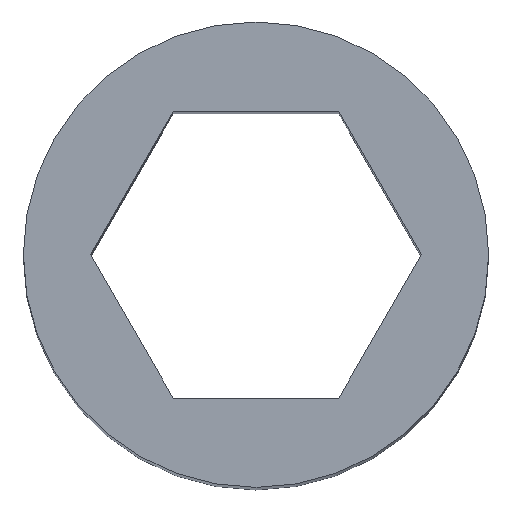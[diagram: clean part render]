
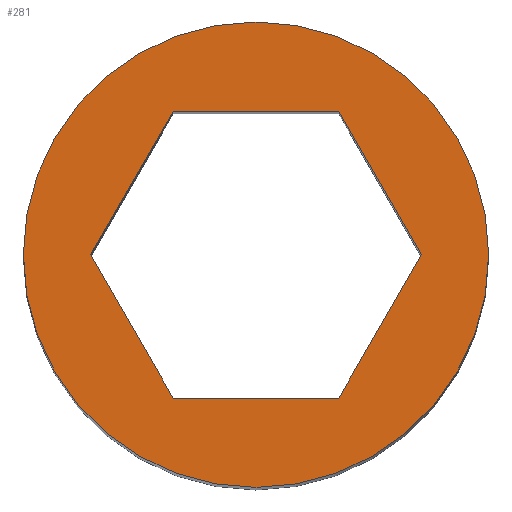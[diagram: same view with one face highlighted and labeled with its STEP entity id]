
A CAD part, top view. The second image highlights one B-rep face of the part: STEP entity #281.
In plain terms, the highlighted planar face has unit normal (0, 0, 1).
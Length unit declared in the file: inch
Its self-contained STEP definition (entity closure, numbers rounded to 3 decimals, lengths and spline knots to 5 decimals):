
#3 = DIRECTION ( 'NONE',  ( 1., 0., 0. ) ) ;
#5 = CARTESIAN_POINT ( 'NONE',  ( 0., 0., 1. ) ) ;
#7 = PLANE ( 'NONE',  #143 ) ;
#9 = DIRECTION ( 'NONE',  ( -0.5, -0.866, 0. ) ) ;
#10 = CARTESIAN_POINT ( 'NONE',  ( -0.11114, -0.1925, 1. ) ) ;
#11 = EDGE_CURVE ( 'NONE', #146, #287, #187, .T. ) ;
#12 = CIRCLE ( 'NONE', #130, 0.3125 ) ;
#19 = VERTEX_POINT ( 'NONE', #202 ) ;
#22 = ORIENTED_EDGE ( 'NONE', *, *, #256, .F. ) ;
#24 = DIRECTION ( 'NONE',  ( 0., 0., 1. ) ) ;
#35 = LINE ( 'NONE', #141, #111 ) ;
#37 = CIRCLE ( 'NONE', #96, 0.3125 ) ;
#43 = LINE ( 'NONE', #266, #63 ) ;
#48 = EDGE_CURVE ( 'NONE', #269, #233, #43, .T. ) ;
#57 = DIRECTION ( 'NONE',  ( 0., 0., 1. ) ) ;
#61 = DIRECTION ( 'NONE',  ( -0.5, 0.866, 0. ) ) ;
#63 = VECTOR ( 'NONE', #239, 39.37008 ) ;
#68 = VECTOR ( 'NONE', #3, 39.37008 ) ;
#69 = EDGE_LOOP ( 'NONE', ( #312, #335 ) ) ;
#72 = ORIENTED_EDGE ( 'NONE', *, *, #11, .F. ) ;
#73 = EDGE_CURVE ( 'NONE', #287, #269, #191, .T. ) ;
#74 = VERTEX_POINT ( 'NONE', #105 ) ;
#77 = CARTESIAN_POINT ( 'NONE',  ( 0., 0., 1. ) ) ;
#81 = CARTESIAN_POINT ( 'NONE',  ( -0.22228, 0., 1. ) ) ;
#88 = CARTESIAN_POINT ( 'NONE',  ( 0.11114, -0.1925, 1. ) ) ;
#95 = ORIENTED_EDGE ( 'NONE', *, *, #48, .F. ) ;
#96 = AXIS2_PLACEMENT_3D ( 'NONE', #173, #57, #283 ) ;
#105 = CARTESIAN_POINT ( 'NONE',  ( -0.3125, 0., 1. ) ) ;
#106 = DIRECTION ( 'NONE',  ( -1., 0., 0. ) ) ;
#109 = DIRECTION ( 'NONE',  ( 0., 0., 1. ) ) ;
#111 = VECTOR ( 'NONE', #9, 39.37008 ) ;
#114 = EDGE_CURVE ( 'NONE', #19, #241, #164, .T. ) ;
#119 = EDGE_LOOP ( 'NONE', ( #95, #290, #72, #344, #321, #22 ) ) ;
#130 = AXIS2_PLACEMENT_3D ( 'NONE', #77, #24, #249 ) ;
#141 = CARTESIAN_POINT ( 'NONE',  ( -0.11114, 0.1925, 1. ) ) ;
#143 = AXIS2_PLACEMENT_3D ( 'NONE', #5, #109, #227 ) ;
#146 = VERTEX_POINT ( 'NONE', #81 ) ;
#164 = LINE ( 'NONE', #220, #244 ) ;
#168 = FACE_OUTER_BOUND ( 'NONE', #69, .T. ) ;
#172 = VECTOR ( 'NONE', #337, 39.37008 ) ;
#173 = CARTESIAN_POINT ( 'NONE',  ( 0., 0., 1. ) ) ;
#175 = CARTESIAN_POINT ( 'NONE',  ( -0.11114, 0.1925, 1. ) ) ;
#187 = LINE ( 'NONE', #297, #172 ) ;
#191 = LINE ( 'NONE', #248, #68 ) ;
#202 = CARTESIAN_POINT ( 'NONE',  ( 0.11114, 0.1925, 1. ) ) ;
#212 = EDGE_CURVE ( 'NONE', #74, #242, #12, .T. ) ;
#220 = CARTESIAN_POINT ( 'NONE',  ( 0.11114, 0.1925, 1. ) ) ;
#227 = DIRECTION ( 'NONE',  ( 1., 0., 0. ) ) ;
#231 = CARTESIAN_POINT ( 'NONE',  ( 0.22228, 0., 1. ) ) ;
#233 = VERTEX_POINT ( 'NONE', #231 ) ;
#239 = DIRECTION ( 'NONE',  ( 0.5, 0.866, 0. ) ) ;
#241 = VERTEX_POINT ( 'NONE', #175 ) ;
#242 = VERTEX_POINT ( 'NONE', #257 ) ;
#244 = VECTOR ( 'NONE', #106, 39.37008 ) ;
#248 = CARTESIAN_POINT ( 'NONE',  ( -0.11114, -0.1925, 1. ) ) ;
#249 = DIRECTION ( 'NONE',  ( 1., 0., 0. ) ) ;
#252 = CARTESIAN_POINT ( 'NONE',  ( 0.22228, 0., 1. ) ) ;
#256 = EDGE_CURVE ( 'NONE', #233, #19, #284, .T. ) ;
#257 = CARTESIAN_POINT ( 'NONE',  ( 0.3125, 0., 1. ) ) ;
#266 = CARTESIAN_POINT ( 'NONE',  ( 0.11114, -0.1925, 1. ) ) ;
#269 = VERTEX_POINT ( 'NONE', #88 ) ;
#281 = ADVANCED_FACE ( 'NONE', ( #168, #282 ), #7, .T. ) ;
#282 = FACE_BOUND ( 'NONE', #119, .T. ) ;
#283 = DIRECTION ( 'NONE',  ( 1., 0., 0. ) ) ;
#284 = LINE ( 'NONE', #252, #328 ) ;
#287 = VERTEX_POINT ( 'NONE', #10 ) ;
#290 = ORIENTED_EDGE ( 'NONE', *, *, #73, .F. ) ;
#297 = CARTESIAN_POINT ( 'NONE',  ( -0.22228, 0., 1. ) ) ;
#306 = EDGE_CURVE ( 'NONE', #242, #74, #37, .T. ) ;
#312 = ORIENTED_EDGE ( 'NONE', *, *, #212, .T. ) ;
#321 = ORIENTED_EDGE ( 'NONE', *, *, #114, .F. ) ;
#328 = VECTOR ( 'NONE', #61, 39.37008 ) ;
#333 = EDGE_CURVE ( 'NONE', #241, #146, #35, .T. ) ;
#335 = ORIENTED_EDGE ( 'NONE', *, *, #306, .T. ) ;
#337 = DIRECTION ( 'NONE',  ( 0.5, -0.866, 0. ) ) ;
#344 = ORIENTED_EDGE ( 'NONE', *, *, #333, .F. ) ;
